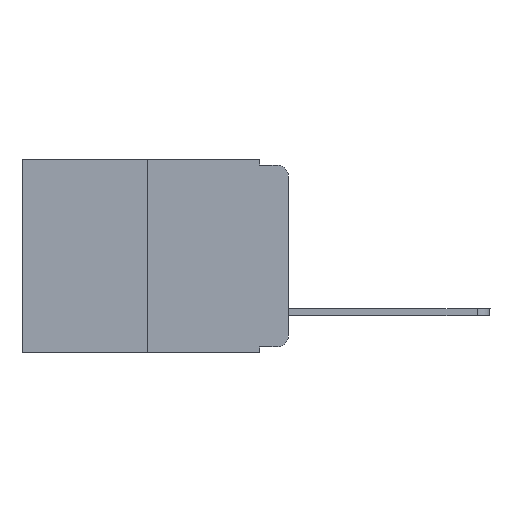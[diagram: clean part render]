
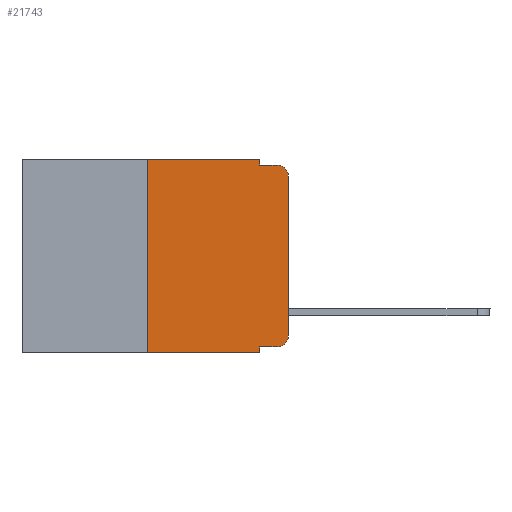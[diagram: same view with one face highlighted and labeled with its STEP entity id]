
A CAD part, left-side view. The second image highlights one B-rep face of the part: STEP entity #21743.
In plain terms, the highlighted planar face has unit normal (-1, 0, 0).
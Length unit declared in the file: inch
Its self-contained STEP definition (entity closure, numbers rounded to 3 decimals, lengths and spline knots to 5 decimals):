
#221 = DIRECTION ( 'NONE',  ( 0., -1., 0. ) ) ;
#250 = CARTESIAN_POINT ( 'NONE',  ( 0., 0.051, -0.333 ) ) ;
#451 = DIRECTION ( 'NONE',  ( 1., 0., 0. ) ) ;
#609 = CARTESIAN_POINT ( 'NONE',  ( 0., 0.051, 0. ) ) ;
#685 = EDGE_CURVE ( 'NONE', #11620, #11123, #4243, .T. ) ;
#1652 = EDGE_CURVE ( 'NONE', #10473, #6239, #23785, .T. ) ;
#2008 = VECTOR ( 'NONE', #3783, 39.37008 ) ;
#2818 = PLANE ( 'NONE',  #4785 ) ;
#3267 = EDGE_CURVE ( 'NONE', #20081, #11620, #20709, .T. ) ;
#3296 = VECTOR ( 'NONE', #221, 39.37008 ) ;
#3428 = DIRECTION ( 'NONE',  ( 0., 0., 1. ) ) ;
#3783 = DIRECTION ( 'NONE',  ( 0., -1., 0. ) ) ;
#4226 = CARTESIAN_POINT ( 'NONE',  ( 0., 0.051, 0. ) ) ;
#4243 = LINE ( 'NONE', #8075, #19964 ) ;
#4785 = AXIS2_PLACEMENT_3D ( 'NONE', #10631, #451, #20940 ) ;
#5132 = ORIENTED_EDGE ( 'NONE', *, *, #23863, .T. ) ;
#5328 = VERTEX_POINT ( 'NONE', #250 ) ;
#5650 = LINE ( 'NONE', #16374, #3296 ) ;
#5825 = CARTESIAN_POINT ( 'NONE',  ( 0., 0.02, -0.03 ) ) ;
#6239 = VERTEX_POINT ( 'NONE', #23409 ) ;
#6680 = CARTESIAN_POINT ( 'NONE',  ( 0., 0., -0.03 ) ) ;
#6842 = VERTEX_POINT ( 'NONE', #21657 ) ;
#6973 = CARTESIAN_POINT ( 'NONE',  ( 0., 0., 0. ) ) ;
#7672 = ORIENTED_EDGE ( 'NONE', *, *, #14962, .F. ) ;
#8068 = ORIENTED_EDGE ( 'NONE', *, *, #24341, .F. ) ;
#8075 = CARTESIAN_POINT ( 'NONE',  ( 0., 0.051, -0.01 ) ) ;
#8329 = CARTESIAN_POINT ( 'NONE',  ( 0., 0.051, -0.333 ) ) ;
#8598 = EDGE_CURVE ( 'NONE', #24470, #20081, #19924, .T. ) ;
#8651 = CARTESIAN_POINT ( 'NONE',  ( 0., 0.25, 0. ) ) ;
#9032 = DIRECTION ( 'NONE',  ( 0., 0., 1. ) ) ;
#9234 = VECTOR ( 'NONE', #9032, 39.37008 ) ;
#9622 = EDGE_CURVE ( 'NONE', #16820, #11123, #20262, .T. ) ;
#9711 = VECTOR ( 'NONE', #3428, 39.37008 ) ;
#10473 = VERTEX_POINT ( 'NONE', #14220 ) ;
#10631 = CARTESIAN_POINT ( 'NONE',  ( 0., 0.473, 0. ) ) ;
#10681 = DIRECTION ( 'NONE',  ( -1., 0., 0. ) ) ;
#11123 = VERTEX_POINT ( 'NONE', #15362 ) ;
#11390 = EDGE_LOOP ( 'NONE', ( #25977, #13544, #16612, #13357, #13157, #8068, #14757, #7672, #5132, #14303 ) ) ;
#11586 = CARTESIAN_POINT ( 'NONE',  ( 0., 0.473, 0. ) ) ;
#11620 = VERTEX_POINT ( 'NONE', #17961 ) ;
#12181 = DIRECTION ( 'NONE',  ( 0., -1., 0. ) ) ;
#12238 = AXIS2_PLACEMENT_3D ( 'NONE', #5825, #18014, #20125 ) ;
#13025 = EDGE_CURVE ( 'NONE', #6842, #24367, #5650, .T. ) ;
#13157 = ORIENTED_EDGE ( 'NONE', *, *, #8598, .F. ) ;
#13357 = ORIENTED_EDGE ( 'NONE', *, *, #3267, .F. ) ;
#13544 = ORIENTED_EDGE ( 'NONE', *, *, #9622, .T. ) ;
#14220 = CARTESIAN_POINT ( 'NONE',  ( 0., 0.02, -0.333 ) ) ;
#14303 = ORIENTED_EDGE ( 'NONE', *, *, #1652, .T. ) ;
#14757 = ORIENTED_EDGE ( 'NONE', *, *, #13025, .T. ) ;
#14896 = DIRECTION ( 'NONE',  ( 0., 0., -1. ) ) ;
#14962 = EDGE_CURVE ( 'NONE', #5328, #24367, #20493, .T. ) ;
#15152 = VECTOR ( 'NONE', #24475, 39.37008 ) ;
#15362 = CARTESIAN_POINT ( 'NONE',  ( 0., 0.02, -0.01 ) ) ;
#15384 = VECTOR ( 'NONE', #14896, 39.37008 ) ;
#15421 = CARTESIAN_POINT ( 'NONE',  ( 0., 0.051, -0.343 ) ) ;
#16287 = DIRECTION ( 'NONE',  ( 0., 0., -1. ) ) ;
#16374 = CARTESIAN_POINT ( 'NONE',  ( 0., 0.473, -0.343 ) ) ;
#16465 = EDGE_CURVE ( 'NONE', #6239, #16820, #17577, .T. ) ;
#16612 = ORIENTED_EDGE ( 'NONE', *, *, #685, .F. ) ;
#16820 = VERTEX_POINT ( 'NONE', #6680 ) ;
#17577 = LINE ( 'NONE', #6973, #9711 ) ;
#17961 = CARTESIAN_POINT ( 'NONE',  ( 0., 0.051, -0.01 ) ) ;
#18014 = DIRECTION ( 'NONE',  ( -1., 0., 0. ) ) ;
#19924 = LINE ( 'NONE', #11586, #2008 ) ;
#19964 = VECTOR ( 'NONE', #12181, 39.37008 ) ;
#20004 = AXIS2_PLACEMENT_3D ( 'NONE', #20736, #10681, #20986 ) ;
#20081 = VERTEX_POINT ( 'NONE', #609 ) ;
#20125 = DIRECTION ( 'NONE',  ( 0., 0., -1. ) ) ;
#20262 = CIRCLE ( 'NONE', #12238, 0.02 ) ;
#20493 = LINE ( 'NONE', #4226, #25324 ) ;
#20696 = LINE ( 'NONE', #8651, #9234 ) ;
#20709 = LINE ( 'NONE', #20959, #15384 ) ;
#20736 = CARTESIAN_POINT ( 'NONE',  ( 0., 0.02, -0.313 ) ) ;
#20940 = DIRECTION ( 'NONE',  ( 0., 0., -1. ) ) ;
#20959 = CARTESIAN_POINT ( 'NONE',  ( 0., 0.051, 0. ) ) ;
#20986 = DIRECTION ( 'NONE',  ( 0., 0., -1. ) ) ;
#21657 = CARTESIAN_POINT ( 'NONE',  ( 0., 0.25, -0.343 ) ) ;
#21743 = ADVANCED_FACE ( 'NONE', ( #24533 ), #2818, .F. ) ;
#21861 = CARTESIAN_POINT ( 'NONE',  ( 0., 0.25, 0. ) ) ;
#22988 = LINE ( 'NONE', #8329, #15152 ) ;
#23409 = CARTESIAN_POINT ( 'NONE',  ( 0., 0., -0.313 ) ) ;
#23785 = CIRCLE ( 'NONE', #20004, 0.02 ) ;
#23863 = EDGE_CURVE ( 'NONE', #5328, #10473, #22988, .T. ) ;
#24341 = EDGE_CURVE ( 'NONE', #6842, #24470, #20696, .T. ) ;
#24367 = VERTEX_POINT ( 'NONE', #15421 ) ;
#24470 = VERTEX_POINT ( 'NONE', #21861 ) ;
#24475 = DIRECTION ( 'NONE',  ( 0., -1., 0. ) ) ;
#24533 = FACE_OUTER_BOUND ( 'NONE', #11390, .T. ) ;
#25324 = VECTOR ( 'NONE', #16287, 39.37008 ) ;
#25977 = ORIENTED_EDGE ( 'NONE', *, *, #16465, .T. ) ;
